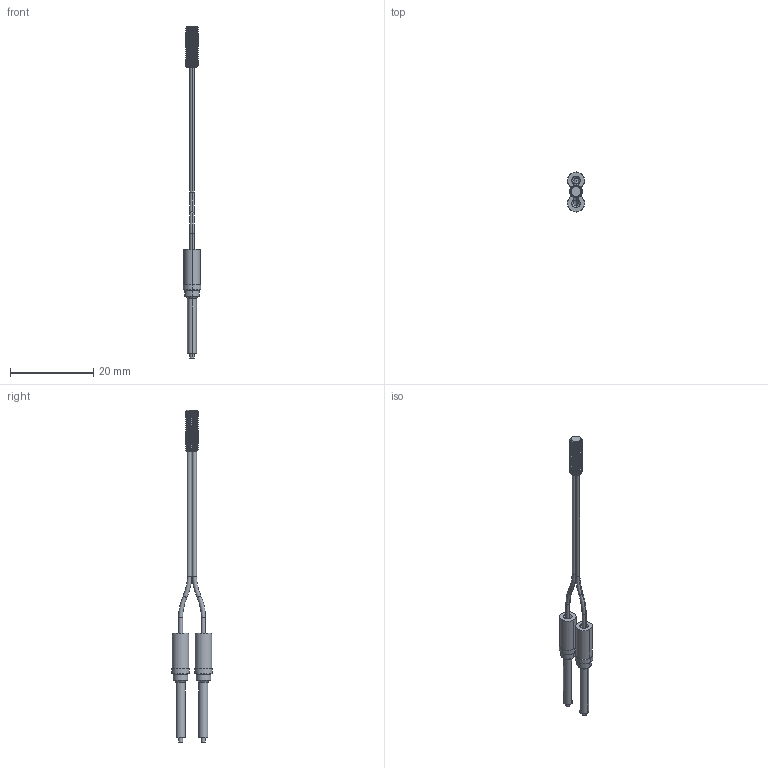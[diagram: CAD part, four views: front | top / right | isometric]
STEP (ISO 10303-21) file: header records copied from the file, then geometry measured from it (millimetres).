
FILE_DESCRIPTION((''),'2;1');
FILE_NAME('PRS3Y10D_ASM','2021-04-14T17:19:18',('Administrator'),(''),'CREO PARAMETRIC BY PTC INC, 2018400','CREO PARAMETRIC BY PTC INC, 2018400','');
FILE_SCHEMA(('AUTOMOTIVE_DESIGN { 1 0 10303 214 1 1 1 1 }'));
Length unit declared in the file: millimetre
Products named in the file (5): M3_10_QY_; 10XXX__; JW22_10__; 10XIAN__ASM; PRS3Y10D_ASM
Assembly tree (5 placements, depth 3):
  PRS3Y10D_ASM
    M3_10_QY_
    10XIAN__ASM
      10XXX__
      JW22_10__  x2
Bounding box: 4.2 x 9.7 x 80 mm (x, y, z)
Volume: 509.8 mm3; surface area: 1287.6 mm2
Topology: 5 solids, 5 shells, 120 faces, 280 edges, 176 vertices
Faces by surface type: cylinder 69, plane 16, bspline 15, torus 12, cone 8
Entity records: 10810 total; most frequent: CARTESIAN_POINT 8261, ORIENTED_EDGE 476, DIRECTION 388, EDGE_CURVE 238, AXIS2_PLACEMENT_3D 159, VERTEX_POINT 150, B_SPLINE_CURVE_WITH_KNOTS 106, EDGE_LOOP 104
